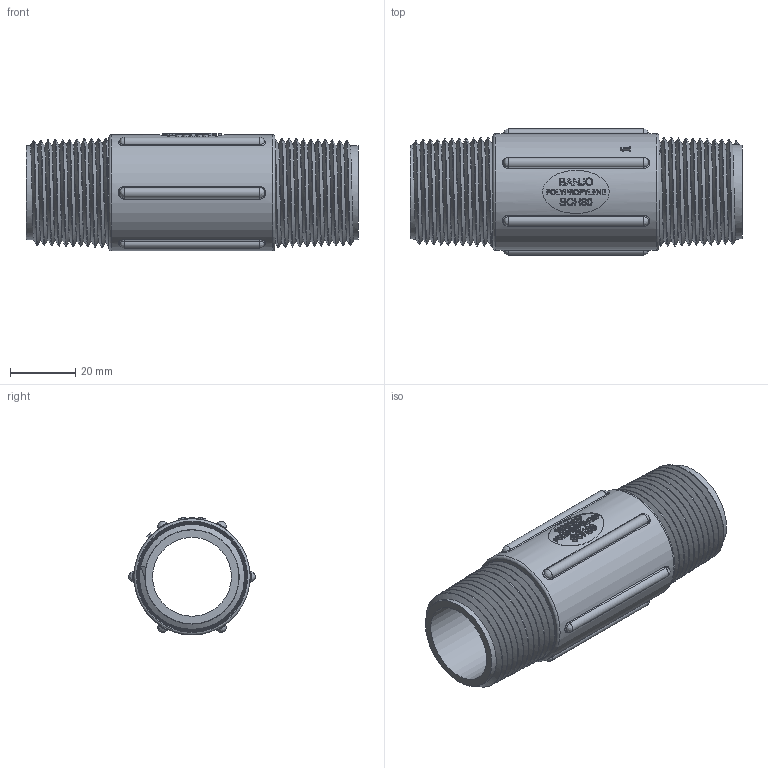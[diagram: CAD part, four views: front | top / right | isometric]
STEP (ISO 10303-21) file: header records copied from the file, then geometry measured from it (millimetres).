
FILE_DESCRIPTION((''),'2;1');
FILE_NAME('NIP100-4.stp','2013-05-08T16:33:28',('mclevenger'),(''),'Autodesk Inventor 2013','Autodesk Inventor 2013','');
FILE_SCHEMA(('AUTOMOTIVE_DESIGN { 1 0 10303 214 1 1 1 1 }'));
Length unit declared in the file: inch
Products named in the file (1): NIP100-4
Bounding box: 101.6 x 38.72 x 36.07 mm (x, y, z)
Volume: 43296.2 mm3; surface area: 23538.2 mm2
Topology: 1 solids, 1 shells, 423 faces, 1098 edges, 722 vertices
Faces by surface type: bspline 171, plane 168, cylinder 58, cone 24, torus 2
Full cylindrical faces by diameter (mm): 24.13 x1, 35.56 x1
Entity records: 22159 total; most frequent: CARTESIAN_POINT 13357, ORIENTED_EDGE 2048, DIRECTION 1349, EDGE_CURVE 1024, VERTEX_POINT 678, VECTOR 481, LINE 481, EDGE_LOOP 456
